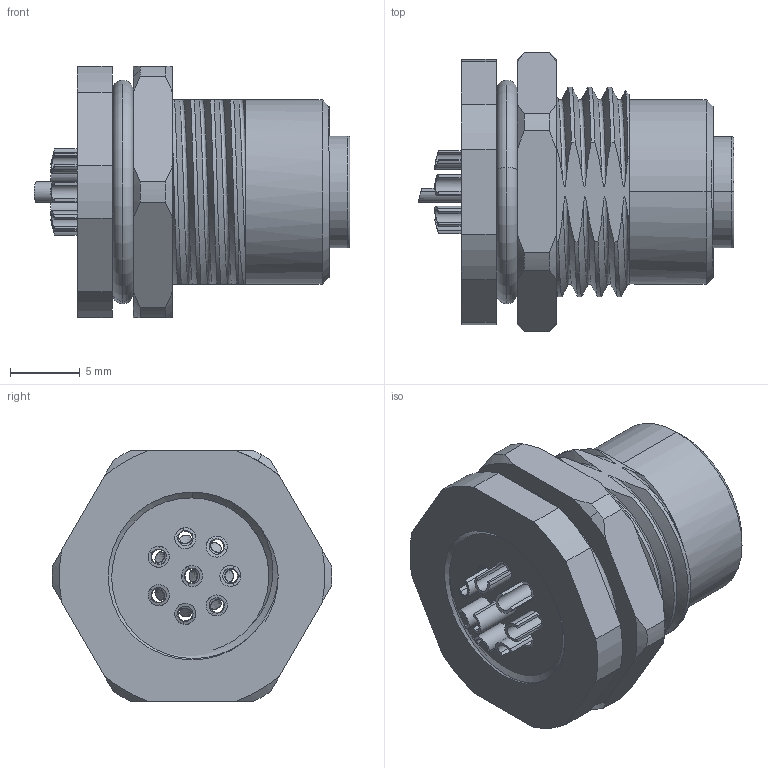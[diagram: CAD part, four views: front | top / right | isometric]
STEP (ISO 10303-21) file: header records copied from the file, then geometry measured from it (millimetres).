
FILE_DESCRIPTION (( 'STEP AP203' ), '1' );
FILE_NAME ('54-00244.STEP', '2020-10-15T17:27:19', ( '' ), ( '' ), 'SwSTEP 2.0', 'SolidWorks 2015', '' );
FILE_SCHEMA (( 'CONFIG_CONTROL_DESIGN' ));
Length unit declared in the file: millimetre
Products named in the file (7): 54-00244-04___; 54-00244-03___; 54-00244-01___; 54-00244-06___; 54-00244; 54-00244-02___; 54-00244-05___
Assembly tree (13 placements, depth 2):
  54-00244
    54-00244-01___
    54-00244-02___
    54-00244-03___  x8
    54-00244-06___
    54-00244-05___
    54-00244-04___
Bounding box: 22.6 x 19.99 x 18 mm (x, y, z)
Volume: 2758.6 mm3; surface area: 6314.5 mm2
Topology: 13 solids, 13 shells, 940 faces, 2427 edges, 1538 vertices
Faces by surface type: cylinder 322, plane 259, torus 155, cone 112, bspline 92
Entity records: 25526 total; most frequent: CARTESIAN_POINT 16759, ORIENTED_EDGE 1816, DIRECTION 1479, EDGE_CURVE 908, AXIS2_PLACEMENT_3D 598, VERTEX_POINT 586, EDGE_LOOP 382, FACE_OUTER_BOUND 345
